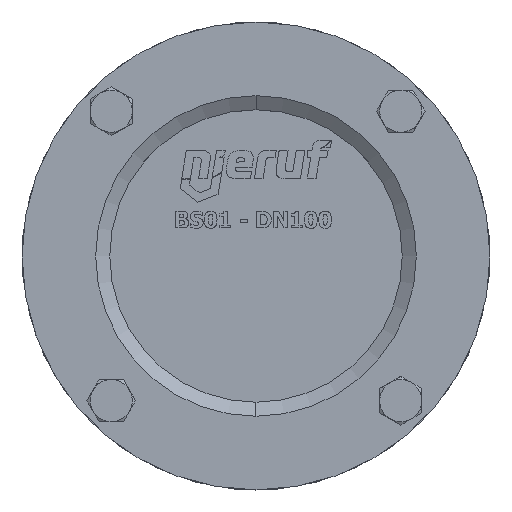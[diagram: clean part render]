
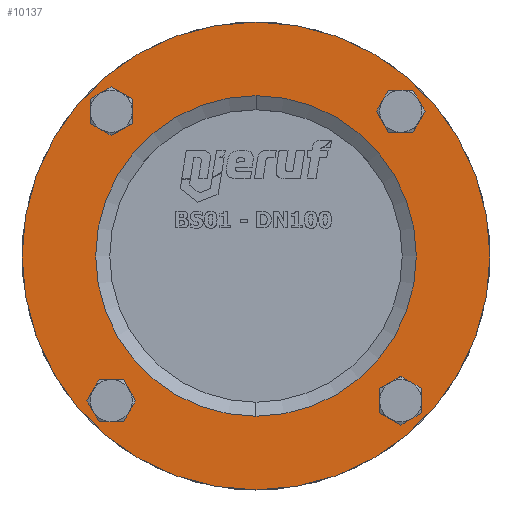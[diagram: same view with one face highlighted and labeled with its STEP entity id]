
A CAD part, top view. The second image highlights one B-rep face of the part: STEP entity #10137.
In plain terms, the highlighted planar face has unit normal (0, 0, 1).
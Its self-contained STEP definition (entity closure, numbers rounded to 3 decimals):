
#115 = DIRECTION ( 'NONE',  ( 0., 0., 1. ) ) ;
#263 = CARTESIAN_POINT ( 'NONE',  ( 100., 0., 14. ) ) ;
#292 = DIRECTION ( 'NONE',  ( 0., 0., 1. ) ) ;
#335 = DIRECTION ( 'NONE',  ( 0., 0., 1. ) ) ;
#486 = EDGE_LOOP ( 'NONE', ( #8761, #12516 ) ) ;
#704 = CARTESIAN_POINT ( 'NONE',  ( -55.372, -61.872, 14. ) ) ;
#731 = CIRCLE ( 'NONE', #1189, 6.5 ) ;
#786 = ORIENTED_EDGE ( 'NONE', *, *, #7228, .F. ) ;
#877 = CARTESIAN_POINT ( 'NONE',  ( 0., 68.5, 14. ) ) ;
#917 = AXIS2_PLACEMENT_3D ( 'NONE', #1309, #292, #8482 ) ;
#1160 = VERTEX_POINT ( 'NONE', #3330 ) ;
#1189 = AXIS2_PLACEMENT_3D ( 'NONE', #8914, #335, #2487 ) ;
#1309 = CARTESIAN_POINT ( 'NONE',  ( -61.872, 61.872, 14. ) ) ;
#1462 = ORIENTED_EDGE ( 'NONE', *, *, #13767, .F. ) ;
#1605 = VERTEX_POINT ( 'NONE', #11087 ) ;
#1606 = EDGE_CURVE ( 'NONE', #7226, #1605, #9345, .T. ) ;
#1645 = AXIS2_PLACEMENT_3D ( 'NONE', #1778, #10632, #6135 ) ;
#1778 = CARTESIAN_POINT ( 'NONE',  ( 61.872, -61.872, 14. ) ) ;
#1795 = FACE_OUTER_BOUND ( 'NONE', #486, .T. ) ;
#1869 = FACE_BOUND ( 'NONE', #5189, .T. ) ;
#1881 = DIRECTION ( 'NONE',  ( 0., 0., 1. ) ) ;
#1921 = CARTESIAN_POINT ( 'NONE',  ( 0., 0., 14. ) ) ;
#1969 = VERTEX_POINT ( 'NONE', #3279 ) ;
#2193 = DIRECTION ( 'NONE',  ( 0., 0., 1. ) ) ;
#2205 = ORIENTED_EDGE ( 'NONE', *, *, #12821, .T. ) ;
#2266 = CARTESIAN_POINT ( 'NONE',  ( 61.872, -61.872, 14. ) ) ;
#2449 = CARTESIAN_POINT ( 'NONE',  ( 55.372, 61.872, 14. ) ) ;
#2467 = DIRECTION ( 'NONE',  ( 1., 0., 0. ) ) ;
#2487 = DIRECTION ( 'NONE',  ( 1., 0., 0. ) ) ;
#2521 = VERTEX_POINT ( 'NONE', #263 ) ;
#2914 = DIRECTION ( 'NONE',  ( 0., 0., -1. ) ) ;
#3130 = VERTEX_POINT ( 'NONE', #2449 ) ;
#3132 = ORIENTED_EDGE ( 'NONE', *, *, #12252, .F. ) ;
#3266 = CARTESIAN_POINT ( 'NONE',  ( 0., 0., 14. ) ) ;
#3279 = CARTESIAN_POINT ( 'NONE',  ( 68.372, 61.872, 14. ) ) ;
#3330 = CARTESIAN_POINT ( 'NONE',  ( 68.5, 0., 14. ) ) ;
#3362 = VERTEX_POINT ( 'NONE', #9781 ) ;
#3403 = EDGE_CURVE ( 'NONE', #6422, #1160, #12092, .T. ) ;
#3552 = DIRECTION ( 'NONE',  ( 0., 0., -1. ) ) ;
#3837 = DIRECTION ( 'NONE',  ( -1., 0., 0. ) ) ;
#4083 = FACE_BOUND ( 'NONE', #12987, .T. ) ;
#4322 = AXIS2_PLACEMENT_3D ( 'NONE', #9697, #2193, #6429 ) ;
#4335 = CARTESIAN_POINT ( 'NONE',  ( 0., 0., 14. ) ) ;
#4407 = DIRECTION ( 'NONE',  ( 1., 0., 0. ) ) ;
#4683 = CARTESIAN_POINT ( 'NONE',  ( 61.872, 61.872, 14. ) ) ;
#5020 = DIRECTION ( 'NONE',  ( 1., 0., 0. ) ) ;
#5189 = EDGE_LOOP ( 'NONE', ( #12263, #7104 ) ) ;
#5270 = CARTESIAN_POINT ( 'NONE',  ( 0., 0., 14. ) ) ;
#5704 = CARTESIAN_POINT ( 'NONE',  ( -55.372, 61.872, 14. ) ) ;
#6080 = FACE_BOUND ( 'NONE', #6735, .T. ) ;
#6135 = DIRECTION ( 'NONE',  ( 1., 0., 0. ) ) ;
#6169 = EDGE_CURVE ( 'NONE', #13693, #3362, #10353, .T. ) ;
#6303 = PLANE ( 'NONE',  #9055 ) ;
#6422 = VERTEX_POINT ( 'NONE', #8349 ) ;
#6429 = DIRECTION ( 'NONE',  ( 1., 0., 0. ) ) ;
#6494 = EDGE_CURVE ( 'NONE', #12662, #7606, #11443, .T. ) ;
#6599 = CIRCLE ( 'NONE', #13668, 68.5 ) ;
#6643 = CARTESIAN_POINT ( 'NONE',  ( 55.372, -61.872, 14. ) ) ;
#6735 = EDGE_LOOP ( 'NONE', ( #8974, #1462 ) ) ;
#6784 = AXIS2_PLACEMENT_3D ( 'NONE', #4683, #9034, #2467 ) ;
#7012 = CARTESIAN_POINT ( 'NONE',  ( -61.872, -61.872, 14. ) ) ;
#7104 = ORIENTED_EDGE ( 'NONE', *, *, #10034, .F. ) ;
#7186 = AXIS2_PLACEMENT_3D ( 'NONE', #5270, #7272, #11689 ) ;
#7226 = VERTEX_POINT ( 'NONE', #5704 ) ;
#7228 = EDGE_CURVE ( 'NONE', #1969, #3130, #731, .T. ) ;
#7272 = DIRECTION ( 'NONE',  ( 0., 0., -1. ) ) ;
#7396 = ORIENTED_EDGE ( 'NONE', *, *, #10208, .F. ) ;
#7448 = FACE_BOUND ( 'NONE', #8333, .T. ) ;
#7606 = VERTEX_POINT ( 'NONE', #14105 ) ;
#7795 = EDGE_LOOP ( 'NONE', ( #3132, #11453 ) ) ;
#7835 = EDGE_CURVE ( 'NONE', #2521, #10910, #10370, .T. ) ;
#7864 = DIRECTION ( 'NONE',  ( 0., 0., 1. ) ) ;
#8174 = CIRCLE ( 'NONE', #13433, 6.5 ) ;
#8200 = CIRCLE ( 'NONE', #4322, 6.5 ) ;
#8333 = EDGE_LOOP ( 'NONE', ( #2205, #9504 ) ) ;
#8349 = CARTESIAN_POINT ( 'NONE',  ( -68.5, 0., 14. ) ) ;
#8432 = EDGE_CURVE ( 'NONE', #10910, #2521, #13236, .T. ) ;
#8482 = DIRECTION ( 'NONE',  ( 1., 0., 0. ) ) ;
#8609 = AXIS2_PLACEMENT_3D ( 'NONE', #11144, #7864, #10286 ) ;
#8761 = ORIENTED_EDGE ( 'NONE', *, *, #8432, .F. ) ;
#8914 = CARTESIAN_POINT ( 'NONE',  ( 61.872, 61.872, 14. ) ) ;
#8974 = ORIENTED_EDGE ( 'NONE', *, *, #1606, .F. ) ;
#8980 = DIRECTION ( 'NONE',  ( -1., 0., 0. ) ) ;
#9034 = DIRECTION ( 'NONE',  ( 0., 0., 1. ) ) ;
#9055 = AXIS2_PLACEMENT_3D ( 'NONE', #877, #10361, #5020 ) ;
#9345 = CIRCLE ( 'NONE', #917, 6.5 ) ;
#9504 = ORIENTED_EDGE ( 'NONE', *, *, #3403, .T. ) ;
#9640 = DIRECTION ( 'NONE',  ( -1., 0., 0. ) ) ;
#9697 = CARTESIAN_POINT ( 'NONE',  ( -61.872, 61.872, 14. ) ) ;
#9781 = CARTESIAN_POINT ( 'NONE',  ( -68.372, -61.872, 14. ) ) ;
#10034 = EDGE_CURVE ( 'NONE', #3362, #13693, #10438, .T. ) ;
#10137 = ADVANCED_FACE ( 'NONE', ( #1869, #13860, #4083, #6080, #7448, #1795 ), #6303, .T. ) ;
#10208 = EDGE_CURVE ( 'NONE', #3130, #1969, #12941, .T. ) ;
#10286 = DIRECTION ( 'NONE',  ( 1., 0., 0. ) ) ;
#10353 = CIRCLE ( 'NONE', #13775, 6.5 ) ;
#10361 = DIRECTION ( 'NONE',  ( 0., 0., 1. ) ) ;
#10370 = CIRCLE ( 'NONE', #7186, 100. ) ;
#10438 = CIRCLE ( 'NONE', #8609, 6.5 ) ;
#10632 = DIRECTION ( 'NONE',  ( 0., 0., 1. ) ) ;
#10635 = DIRECTION ( 'NONE',  ( 0., 0., -1. ) ) ;
#10903 = AXIS2_PLACEMENT_3D ( 'NONE', #4335, #10635, #9640 ) ;
#10910 = VERTEX_POINT ( 'NONE', #13739 ) ;
#11087 = CARTESIAN_POINT ( 'NONE',  ( -68.372, 61.872, 14. ) ) ;
#11144 = CARTESIAN_POINT ( 'NONE',  ( -61.872, -61.872, 14. ) ) ;
#11177 = AXIS2_PLACEMENT_3D ( 'NONE', #3266, #3552, #8980 ) ;
#11362 = DIRECTION ( 'NONE',  ( 1., 0., 0. ) ) ;
#11443 = CIRCLE ( 'NONE', #1645, 6.5 ) ;
#11453 = ORIENTED_EDGE ( 'NONE', *, *, #6494, .F. ) ;
#11689 = DIRECTION ( 'NONE',  ( -1., 0., 0. ) ) ;
#12092 = CIRCLE ( 'NONE', #11177, 68.5 ) ;
#12252 = EDGE_CURVE ( 'NONE', #7606, #12662, #8174, .T. ) ;
#12263 = ORIENTED_EDGE ( 'NONE', *, *, #6169, .F. ) ;
#12516 = ORIENTED_EDGE ( 'NONE', *, *, #7835, .F. ) ;
#12662 = VERTEX_POINT ( 'NONE', #6643 ) ;
#12821 = EDGE_CURVE ( 'NONE', #1160, #6422, #6599, .T. ) ;
#12941 = CIRCLE ( 'NONE', #6784, 6.5 ) ;
#12987 = EDGE_LOOP ( 'NONE', ( #786, #7396 ) ) ;
#13236 = CIRCLE ( 'NONE', #10903, 100. ) ;
#13433 = AXIS2_PLACEMENT_3D ( 'NONE', #2266, #115, #4407 ) ;
#13668 = AXIS2_PLACEMENT_3D ( 'NONE', #1921, #2914, #3837 ) ;
#13693 = VERTEX_POINT ( 'NONE', #704 ) ;
#13739 = CARTESIAN_POINT ( 'NONE',  ( -100., 0., 14. ) ) ;
#13767 = EDGE_CURVE ( 'NONE', #1605, #7226, #8200, .T. ) ;
#13775 = AXIS2_PLACEMENT_3D ( 'NONE', #7012, #1881, #11362 ) ;
#13860 = FACE_BOUND ( 'NONE', #7795, .T. ) ;
#14105 = CARTESIAN_POINT ( 'NONE',  ( 68.372, -61.872, 14. ) ) ;
